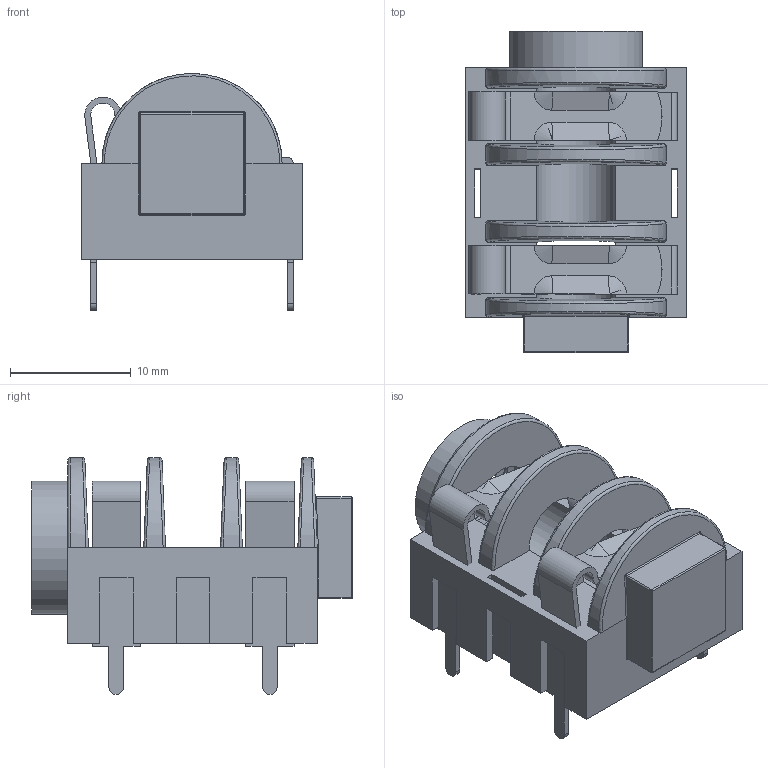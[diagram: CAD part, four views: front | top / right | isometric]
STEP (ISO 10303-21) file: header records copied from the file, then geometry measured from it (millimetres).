
FILE_DESCRIPTION(/* description */ (''),/* implementation_level */ '2;1');
FILE_NAME(/* name */ 'NMJ4HCD2.step',/* time_stamp */ '2021-07-11T22:31:39+03:00',/* author */ (''),/* organization */ (''),/* preprocessor_version */ 'ST-DEVELOPER v18.1',/* originating_system */ 'Autodesk Translation Framework v10.9.0.1377',/* authorisation */ '');
FILE_SCHEMA (('AUTOMOTIVE_DESIGN { 1 0 10303 214 3 1 1 }'));
Length unit declared in the file: millimetre
Products named in the file (1): NMJ4HCD2
Bounding box: 18.2 x 26.53 x 19.59 mm (x, y, z)
Volume: 2049.7 mm3; surface area: 4271.4 mm2
Topology: 5 solids, 5 shells, 262 faces, 734 edges, 463 vertices
Faces by surface type: plane 153, cylinder 68, cone 17, bspline 13, sphere 8, torus 3
Full cylindrical faces by diameter (mm): 1.5 x4, 6.5 x2, 8.473 x3, 9.525 x3, 11 x1
Entity records: 10176 total; most frequent: CARTESIAN_POINT 3430, ORIENTED_EDGE 1436, DIRECTION 1341, EDGE_CURVE 718, LINE 513, VECTOR 513, VERTEX_POINT 463, AXIS2_PLACEMENT_3D 414
